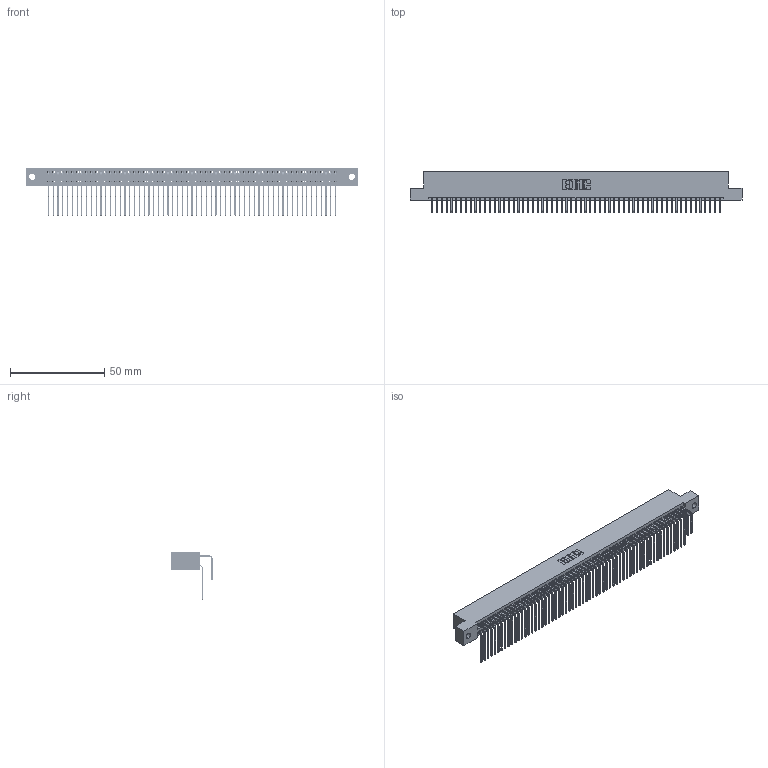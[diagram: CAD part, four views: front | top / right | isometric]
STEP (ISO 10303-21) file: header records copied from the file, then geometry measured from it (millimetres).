
FILE_DESCRIPTION (( 'STEP AP203' ), '1' );
FILE_NAME ('395-122-558-202.STEP', '2019-10-28T09:14:24', ( '' ), ( '' ), 'SwSTEP 2.0', 'SolidWorks 2016', '' );
FILE_SCHEMA (( 'CONFIG_CONTROL_DESIGN' ));
Length unit declared in the file: inch
Products named in the file (4): 345-292-001_558 Tail - 2; 395-122-558-202; 345 Part_Flush Mounting Lugs - 0.128 Dia; 345-292-001_558 559 Tail - 1
Assembly tree (123 placements, depth 2):
  395-122-558-202
    345 Part_Flush Mounting Lugs - 0.128 Dia
    345-292-001_558 559 Tail - 1  x61
    345-292-001_558 Tail - 2  x61
Bounding box: 176.15 x 21.83 x 25.53 mm (x, y, z)
Volume: 17954.8 mm3; surface area: 29944.9 mm2
Topology: 123 solids, 123 shells, 6470 faces, 19251 edges, 12670 vertices
Faces by surface type: plane 4350, cylinder 2120
Entity records: 46959 total; most frequent: CARTESIAN_POINT 7899, ORIENTED_EDGE 7782, DIRECTION 6915, EDGE_CURVE 3891, VECTOR 3475, LINE 3475, VERTEX_POINT 2590, AXIS2_PLACEMENT_3D 1720
